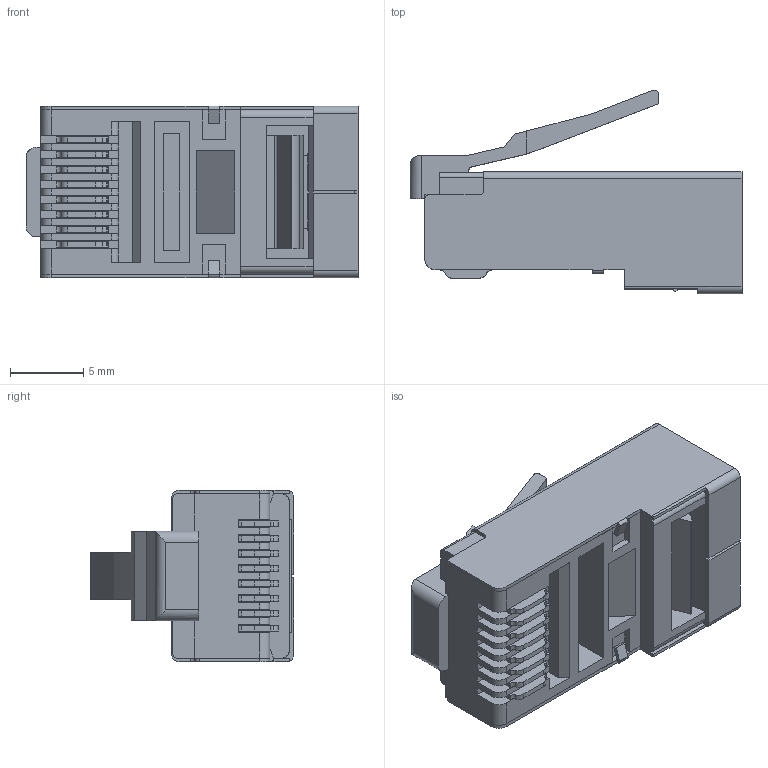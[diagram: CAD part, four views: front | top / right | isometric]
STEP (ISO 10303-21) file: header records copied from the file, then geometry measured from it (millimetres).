
FILE_DESCRIPTION (( 'STEP AP203' ), '1' );
FILE_NAME ('810100703394_3D.STEP', '2022-07-26T21:31:49', ( '' ), ( '' ), 'SwSTEP 2.0', 'SolidWorks 2021', '' );
FILE_SCHEMA (( 'CONFIG_CONTROL_DESIGN' ));
Length unit declared in the file: inch
Products named in the file (1): 810100703394_3D
Bounding box: 22.6 x 13.87 x 11.68 mm (x, y, z)
Volume: 1222.3 mm3; surface area: 3514.4 mm2
Topology: 10 solids, 10 shells, 543 faces, 1556 edges, 1026 vertices
Faces by surface type: plane 398, cylinder 129, bspline 16
Entity records: 19206 total; most frequent: CARTESIAN_POINT 5125, ORIENTED_EDGE 3112, DIRECTION 2643, EDGE_CURVE 1556, LINE 1191, VECTOR 1191, VERTEX_POINT 1026, AXIS2_PLACEMENT_3D 726
